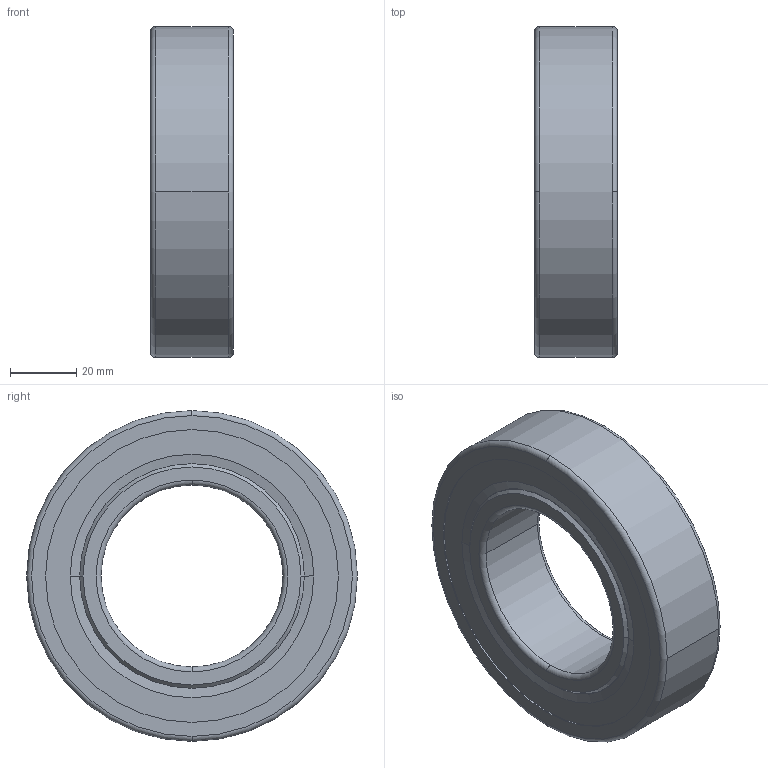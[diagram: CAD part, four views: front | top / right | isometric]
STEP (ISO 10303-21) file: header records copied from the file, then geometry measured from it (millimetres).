
FILE_DESCRIPTION(('STEP AP214'),'1');
FILE_NAME('skf_bearing_2211_e-2rs1tn9_2.stp','2023-11-23T11:46:26',('TraceParts'),('TraceParts S.A.'),'Spatial InterOp 3D',' ',' ');
FILE_SCHEMA(('AUTOMOTIVE_DESIGN { 1 0 10303 214 1 1 1 1 }'));
Length unit declared in the file: millimetre
Products named in the file (1): skf_bearing_2211_e-2rs1tn9_2_1
Bounding box: 25 x 100 x 100 mm (x, y, z)
Volume: 99494.5 mm3; surface area: 54968.4 mm2
Topology: 6 solids, 6 shells, 224 faces, 634 edges, 338 vertices
Faces by surface type: torus 96, sphere 82, cylinder 22, plane 12, cone 12
Entity records: 8681 total; most frequent: CARTESIAN_POINT 3758, DIRECTION 1046, ORIENTED_EDGE 940, AXIS2_PLACEMENT_3D 506, EDGE_CURVE 470, VERTEX_POINT 338, EDGE_LOOP 316, CIRCLE 276
